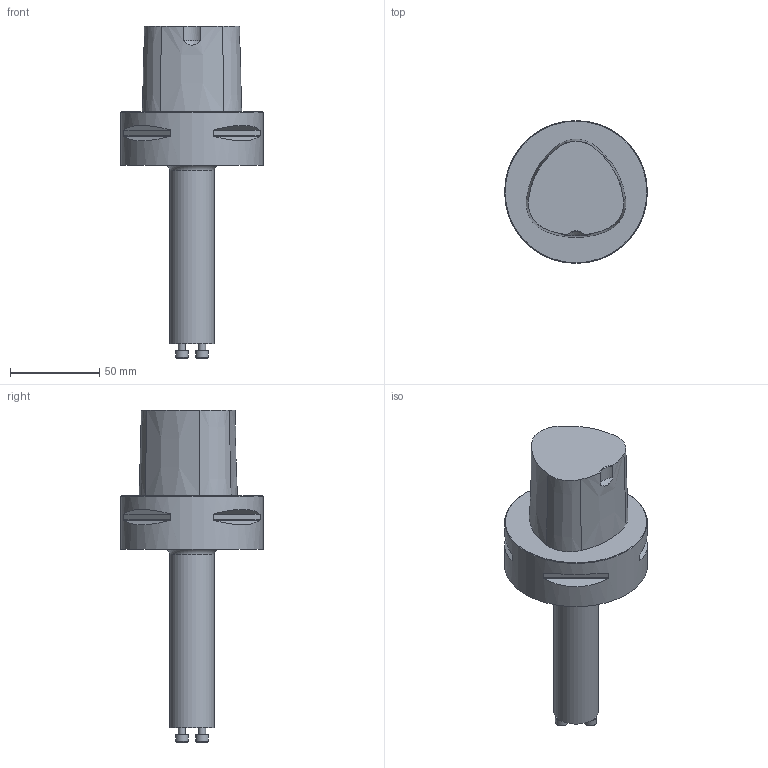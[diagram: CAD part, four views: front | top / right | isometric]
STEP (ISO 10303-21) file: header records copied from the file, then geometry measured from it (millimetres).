
FILE_DESCRIPTION(/* description */ (''),/* implementation_level */ '2;1');
FILE_NAME(/* name */ 'TOOLCOMP_1.STP',/* time_stamp */ '2024-08-21T14:31:50+02:00',/* author */ (''),/* organization */ ('SMS'),/* preprocessor_version */ 'ST-DEVELOPER v16.7',/* originating_system */ 'SIEMENS PLM Software NX 12.0',/* authorisation */ '');
FILE_SCHEMA (('AUTOMOTIVE_DESIGN { 1 0 10303 214 3 1 1 1 }'));
Length unit declared in the file: millimetre
Products named in the file (1): TOOLCOMP_1
Bounding box: 80 x 80 x 186 mm (x, y, z)
Volume: 306240.7 mm3; surface area: 34368.9 mm2
Topology: 1 solids, 1 shells, 139 faces, 330 edges, 207 vertices
Faces by surface type: cylinder 65, plane 40, cone 33, torus 1
Full cylindrical faces by diameter (mm): 4 x3, 7 x3, 25 x1, 80 x1
Entity records: 4811 total; most frequent: CARTESIAN_POINT 1686, DIRECTION 658, ORIENTED_EDGE 612, EDGE_CURVE 306, AXIS2_PLACEMENT_3D 290, VERTEX_POINT 200, EDGE_LOOP 167, ADVANCED_FACE 139
